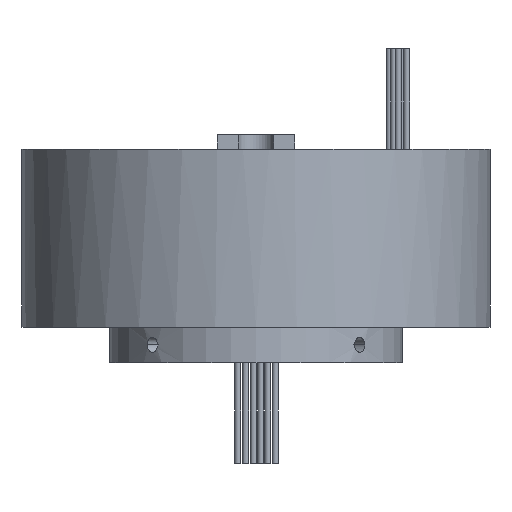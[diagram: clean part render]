
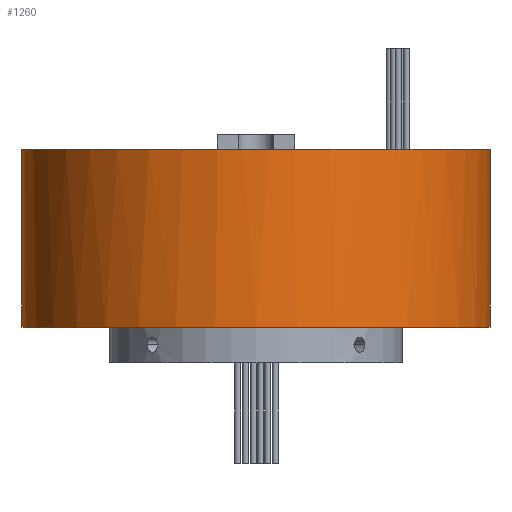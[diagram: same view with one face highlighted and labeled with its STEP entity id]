
A CAD part, front view. The second image highlights one B-rep face of the part: STEP entity #1260.
In plain terms, the highlighted cylindrical face has radius 79 mm (diameter 158 mm), a partial arc.
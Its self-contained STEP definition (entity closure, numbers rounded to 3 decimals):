
#46 = VECTOR ( 'NONE', #1035, 1000. ) ;
#47 = AXIS2_PLACEMENT_3D ( 'NONE', #2961, #370, #1338 ) ;
#61 = LINE ( 'NONE', #4138, #3016 ) ;
#221 = AXIS2_PLACEMENT_3D ( 'NONE', #3086, #862, #3474 ) ;
#290 = CARTESIAN_POINT ( 'NONE',  ( -79., 0., 72. ) ) ;
#370 = DIRECTION ( 'NONE',  ( 0., 0., -1. ) ) ;
#372 = DIRECTION ( 'NONE',  ( 0., 0., 1. ) ) ;
#410 = DIRECTION ( 'NONE',  ( 0., 0., -1. ) ) ;
#582 = CIRCLE ( 'NONE', #2401, 79. ) ;
#589 = CARTESIAN_POINT ( 'NONE',  ( -79., 0., 72. ) ) ;
#862 = DIRECTION ( 'NONE',  ( 0., 0., 1. ) ) ;
#1001 = LINE ( 'NONE', #290, #46 ) ;
#1034 = CARTESIAN_POINT ( 'NONE',  ( 79., 0., 12. ) ) ;
#1035 = DIRECTION ( 'NONE',  ( 0., 0., -1. ) ) ;
#1078 = DIRECTION ( 'NONE',  ( 0., 0., 1. ) ) ;
#1260 = ADVANCED_FACE ( 'NONE', ( #3351 ), #2357, .T. ) ;
#1261 = CIRCLE ( 'NONE', #2103, 79. ) ;
#1338 = DIRECTION ( 'NONE',  ( -1., 0., 0. ) ) ;
#1386 = EDGE_CURVE ( 'NONE', #3974, #4676, #1001, .T. ) ;
#1576 = ORIENTED_EDGE ( 'NONE', *, *, #2843, .F. ) ;
#1996 = CARTESIAN_POINT ( 'NONE',  ( 0., 0., 72. ) ) ;
#2103 = AXIS2_PLACEMENT_3D ( 'NONE', #1996, #4600, #2376 ) ;
#2151 = ORIENTED_EDGE ( 'NONE', *, *, #4139, .F. ) ;
#2328 = CIRCLE ( 'NONE', #3271, 79. ) ;
#2357 = CYLINDRICAL_SURFACE ( 'NONE', #47, 79. ) ;
#2376 = DIRECTION ( 'NONE',  ( 1., 0., 0. ) ) ;
#2401 = AXIS2_PLACEMENT_3D ( 'NONE', #3330, #1078, #3714 ) ;
#2557 = CARTESIAN_POINT ( 'NONE',  ( -79., 0., 12. ) ) ;
#2604 = CARTESIAN_POINT ( 'NONE',  ( 0., 0., 72. ) ) ;
#2706 = VERTEX_POINT ( 'NONE', #1034 ) ;
#2747 = VERTEX_POINT ( 'NONE', #2937 ) ;
#2843 = EDGE_CURVE ( 'NONE', #3507, #2706, #61, .T. ) ;
#2937 = CARTESIAN_POINT ( 'NONE',  ( -13., -77.923, 72. ) ) ;
#2961 = CARTESIAN_POINT ( 'NONE',  ( 0., 0., 72. ) ) ;
#2963 = DIRECTION ( 'NONE',  ( 1., 0., 0. ) ) ;
#3016 = VECTOR ( 'NONE', #410, 1000. ) ;
#3086 = CARTESIAN_POINT ( 'NONE',  ( 0., 0., 72. ) ) ;
#3268 = ORIENTED_EDGE ( 'NONE', *, *, #4697, .T. ) ;
#3271 = AXIS2_PLACEMENT_3D ( 'NONE', #2604, #372, #2963 ) ;
#3330 = CARTESIAN_POINT ( 'NONE',  ( 0., 0., 12. ) ) ;
#3351 = FACE_OUTER_BOUND ( 'NONE', #4430, .T. ) ;
#3464 = ORIENTED_EDGE ( 'NONE', *, *, #1386, .T. ) ;
#3474 = DIRECTION ( 'NONE',  ( 1., 0., 0. ) ) ;
#3507 = VERTEX_POINT ( 'NONE', #3720 ) ;
#3714 = DIRECTION ( 'NONE',  ( 1., 0., 0. ) ) ;
#3720 = CARTESIAN_POINT ( 'NONE',  ( 79., 0., 72. ) ) ;
#3801 = EDGE_CURVE ( 'NONE', #3974, #2747, #3812, .T. ) ;
#3812 = CIRCLE ( 'NONE', #221, 79. ) ;
#3974 = VERTEX_POINT ( 'NONE', #589 ) ;
#4054 = CARTESIAN_POINT ( 'NONE',  ( 13., -77.923, 72. ) ) ;
#4138 = CARTESIAN_POINT ( 'NONE',  ( 79., 0., 72. ) ) ;
#4139 = EDGE_CURVE ( 'NONE', #2747, #4661, #1261, .T. ) ;
#4172 = ORIENTED_EDGE ( 'NONE', *, *, #4405, .F. ) ;
#4219 = ORIENTED_EDGE ( 'NONE', *, *, #3801, .F. ) ;
#4405 = EDGE_CURVE ( 'NONE', #4661, #3507, #2328, .T. ) ;
#4430 = EDGE_LOOP ( 'NONE', ( #1576, #4172, #2151, #4219, #3464, #3268 ) ) ;
#4600 = DIRECTION ( 'NONE',  ( 0., 0., 1. ) ) ;
#4661 = VERTEX_POINT ( 'NONE', #4054 ) ;
#4676 = VERTEX_POINT ( 'NONE', #2557 ) ;
#4697 = EDGE_CURVE ( 'NONE', #4676, #2706, #582, .T. ) ;
